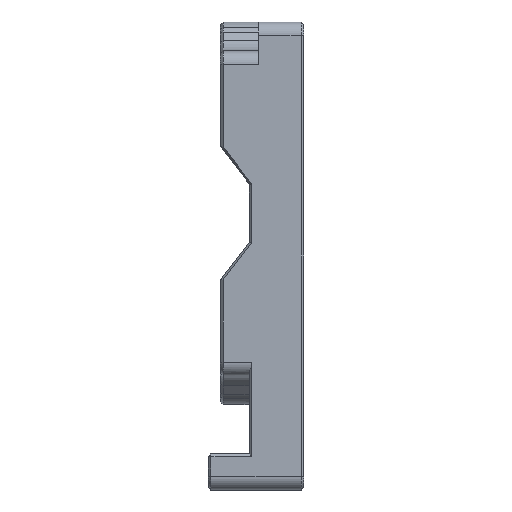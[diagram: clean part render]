
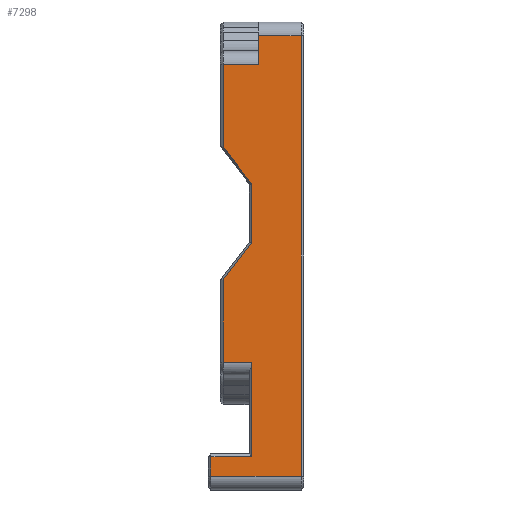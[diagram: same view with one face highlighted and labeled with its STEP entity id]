
A CAD part, left-side view. The second image highlights one B-rep face of the part: STEP entity #7298.
In plain terms, the highlighted planar face has unit normal (-1, 0, 0).
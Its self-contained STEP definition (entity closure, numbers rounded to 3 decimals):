
#338=PLANE('',#7879);
#695=FACE_OUTER_BOUND('',#1159,.T.);
#1159=EDGE_LOOP('',(#5757,#5758,#5759,#5760,#5761,#5762,#5763,#5764,#5765,
#5766,#5767,#5768,#5769,#5770));
#1659=LINE('',#10876,#2419);
#1661=LINE('',#10880,#2421);
#1668=LINE('',#10898,#2428);
#1698=LINE('',#10958,#2458);
#1785=LINE('',#11220,#2545);
#1789=LINE('',#11228,#2549);
#1794=LINE('',#11238,#2554);
#1813=LINE('',#11393,#2573);
#1818=LINE('',#11403,#2578);
#1844=LINE('',#11724,#2604);
#1845=LINE('',#11728,#2605);
#1846=LINE('',#11729,#2606);
#1847=LINE('',#11730,#2607);
#1848=LINE('',#11731,#2608);
#2419=VECTOR('',#8732,10.);
#2421=VECTOR('',#8736,10.);
#2428=VECTOR('',#8757,10.);
#2458=VECTOR('',#8827,10.);
#2545=VECTOR('',#9050,10.);
#2549=VECTOR('',#9056,10.);
#2554=VECTOR('',#9063,10.);
#2573=VECTOR('',#9120,10.);
#2578=VECTOR('',#9127,10.);
#2604=VECTOR('',#9199,10.);
#2605=VECTOR('',#9204,10.);
#2606=VECTOR('',#9205,10.);
#2607=VECTOR('',#9206,10.);
#2608=VECTOR('',#9207,10.);
#3417=VERTEX_POINT('',#10867);
#3420=VERTEX_POINT('',#10875);
#3421=VERTEX_POINT('',#10879);
#3424=VERTEX_POINT('',#10892);
#3434=VERTEX_POINT('',#10952);
#3435=VERTEX_POINT('',#10956);
#3469=VERTEX_POINT('',#11218);
#3470=VERTEX_POINT('',#11219);
#3473=VERTEX_POINT('',#11227);
#3477=VERTEX_POINT('',#11237);
#3480=VERTEX_POINT('',#11244);
#3502=VERTEX_POINT('',#11401);
#3522=VERTEX_POINT('',#11723);
#3523=VERTEX_POINT('',#11727);
#4098=EDGE_CURVE('',#3417,#3420,#1659,.T.);
#4100=EDGE_CURVE('',#3420,#3421,#1661,.T.);
#4110=EDGE_CURVE('',#3424,#3417,#1668,.T.);
#4144=EDGE_CURVE('',#3434,#3435,#1698,.T.);
#4244=EDGE_CURVE('',#3469,#3470,#1785,.T.);
#4248=EDGE_CURVE('',#3470,#3473,#1789,.T.);
#4253=EDGE_CURVE('',#3473,#3477,#1794,.T.);
#4284=EDGE_CURVE('',#3477,#3480,#1813,.T.);
#4289=EDGE_CURVE('',#3502,#3469,#1818,.T.);
#4336=EDGE_CURVE('',#3480,#3522,#1844,.T.);
#4338=EDGE_CURVE('',#3523,#3434,#1845,.T.);
#4339=EDGE_CURVE('',#3523,#3522,#1846,.T.);
#4340=EDGE_CURVE('',#3421,#3502,#1847,.T.);
#4341=EDGE_CURVE('',#3435,#3424,#1848,.T.);
#5757=ORIENTED_EDGE('',*,*,#4144,.F.);
#5758=ORIENTED_EDGE('',*,*,#4338,.F.);
#5759=ORIENTED_EDGE('',*,*,#4339,.T.);
#5760=ORIENTED_EDGE('',*,*,#4336,.F.);
#5761=ORIENTED_EDGE('',*,*,#4284,.F.);
#5762=ORIENTED_EDGE('',*,*,#4253,.F.);
#5763=ORIENTED_EDGE('',*,*,#4248,.F.);
#5764=ORIENTED_EDGE('',*,*,#4244,.F.);
#5765=ORIENTED_EDGE('',*,*,#4289,.F.);
#5766=ORIENTED_EDGE('',*,*,#4340,.F.);
#5767=ORIENTED_EDGE('',*,*,#4100,.F.);
#5768=ORIENTED_EDGE('',*,*,#4098,.F.);
#5769=ORIENTED_EDGE('',*,*,#4110,.F.);
#5770=ORIENTED_EDGE('',*,*,#4341,.F.);
#7298=ADVANCED_FACE('',(#695),#338,.T.);
#7879=AXIS2_PLACEMENT_3D('',#11726,#9202,#9203);
#8732=DIRECTION('',(0.,-1.,0.));
#8736=DIRECTION('',(0.,0.,1.));
#8757=DIRECTION('',(0.,0.,1.));
#8827=DIRECTION('',(0.,0.,-1.));
#9050=DIRECTION('',(0.,-0.61,0.793));
#9056=DIRECTION('',(0.,0.,1.));
#9063=DIRECTION('',(0.,0.61,0.793));
#9120=DIRECTION('',(0.,0.,1.));
#9127=DIRECTION('',(0.,0.,1.));
#9199=DIRECTION('',(0.,-1.,0.));
#9202=DIRECTION('center_axis',(-1.,0.,0.));
#9203=DIRECTION('ref_axis',(0.,0.,-1.));
#9204=DIRECTION('',(0.,-1.,0.));
#9205=DIRECTION('',(0.,0.,-1.));
#9206=DIRECTION('',(0.,1.,0.));
#9207=DIRECTION('',(0.,1.,0.));
#10867=CARTESIAN_POINT('',(-51.85,5.6,-35.6));
#10875=CARTESIAN_POINT('',(-51.85,-0.4,-35.6));
#10876=CARTESIAN_POINT('',(-51.85,0.,-35.6));
#10879=CARTESIAN_POINT('',(-51.85,-0.4,-21.8));
#10880=CARTESIAN_POINT('',(-51.85,-0.4,10.875));
#10892=CARTESIAN_POINT('',(-51.85,5.6,-38.5));
#10898=CARTESIAN_POINT('',(-51.85,5.6,-4.925));
#10952=CARTESIAN_POINT('',(-51.85,-7.6,26.));
#10956=CARTESIAN_POINT('',(-51.85,-7.6,-38.5));
#10958=CARTESIAN_POINT('',(-51.85,-7.6,10.875));
#11218=CARTESIAN_POINT('',(-51.85,3.8,-9.727));
#11219=CARTESIAN_POINT('',(-51.85,-0.4,-4.269));
#11220=CARTESIAN_POINT('',(-51.85,-7.94,5.53));
#11227=CARTESIAN_POINT('',(-51.85,-0.4,4.269));
#11228=CARTESIAN_POINT('',(-51.85,-0.4,10.875));
#11237=CARTESIAN_POINT('',(-51.85,3.8,9.727));
#11238=CARTESIAN_POINT('',(-51.85,8.929,16.394));
#11244=CARTESIAN_POINT('',(-51.85,3.8,21.8));
#11393=CARTESIAN_POINT('',(-51.85,3.8,22.45));
#11401=CARTESIAN_POINT('',(-51.85,3.8,-21.8));
#11403=CARTESIAN_POINT('',(-51.85,3.8,5.55));
#11723=CARTESIAN_POINT('',(-51.85,-1.4,21.8));
#11724=CARTESIAN_POINT('',(-51.85,0.,21.8));
#11726=CARTESIAN_POINT('Origin',(-51.85,0.,
28.));
#11727=CARTESIAN_POINT('',(-51.85,-1.4,26.));
#11728=CARTESIAN_POINT('',(-51.85,0.,26.));
#11729=CARTESIAN_POINT('',(-51.85,-1.4,26.95));
#11730=CARTESIAN_POINT('',(-51.85,0.,-21.8));
#11731=CARTESIAN_POINT('',(-51.85,0.,-38.5));
